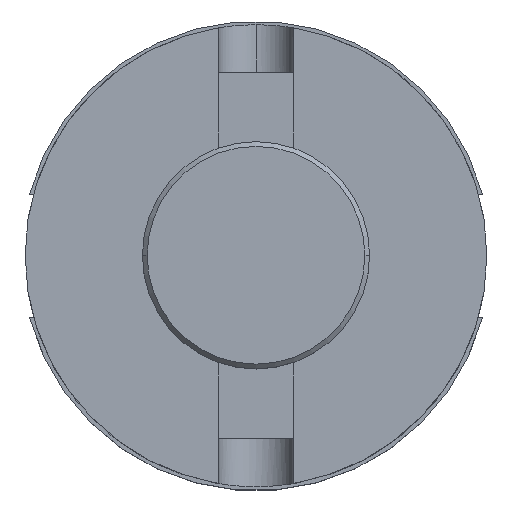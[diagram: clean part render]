
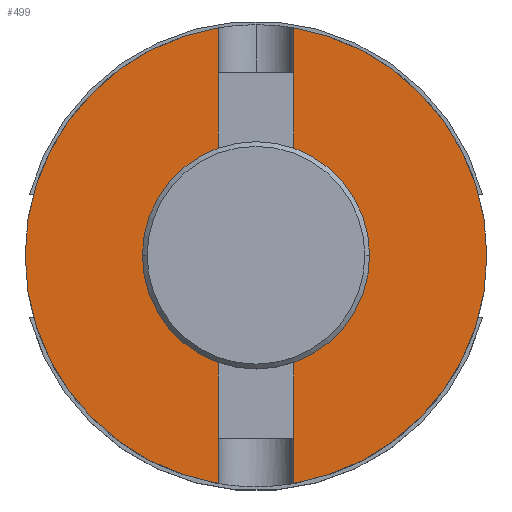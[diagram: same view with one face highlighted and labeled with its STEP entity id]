
A CAD part, top view. The second image highlights one B-rep face of the part: STEP entity #499.
In plain terms, the highlighted planar face has unit normal (0, 0, 1).
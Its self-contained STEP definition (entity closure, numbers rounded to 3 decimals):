
#21 = VERTEX_POINT ( 'NONE', #1644 ) ;
#48 = VERTEX_POINT ( 'NONE', #829 ) ;
#51 = VECTOR ( 'NONE', #899, 1000. ) ;
#55 = CARTESIAN_POINT ( 'NONE',  ( 0., 0., 60.96 ) ) ;
#71 = CARTESIAN_POINT ( 'NONE',  ( -19.05, 0., 60.96 ) ) ;
#86 = LINE ( 'NONE', #980, #1065 ) ;
#99 = ORIENTED_EDGE ( 'NONE', *, *, #1325, .T. ) ;
#103 = EDGE_CURVE ( 'NONE', #2601, #1941, #1326, .T. ) ;
#129 = DIRECTION ( 'NONE',  ( 0., 0., 1. ) ) ;
#132 = EDGE_CURVE ( 'NONE', #48, #674, #1260, .T. ) ;
#151 = CARTESIAN_POINT ( 'NONE',  ( -7.937, -22.5, 60.96 ) ) ;
#161 = CARTESIAN_POINT ( 'NONE',  ( 7.938, 48.387, 60.96 ) ) ;
#204 = DIRECTION ( 'NONE',  ( 0., 0., 1. ) ) ;
#221 = VECTOR ( 'NONE', #2029, 1000. ) ;
#229 = ORIENTED_EDGE ( 'NONE', *, *, #2070, .F. ) ;
#233 = VERTEX_POINT ( 'NONE', #1553 ) ;
#242 = FACE_OUTER_BOUND ( 'NONE', #259, .T. ) ;
#259 = EDGE_LOOP ( 'NONE', ( #2354, #681, #99, #1718, #495, #445, #529, #2072, #2482, #2350, #1593, #229 ) ) ;
#276 = DIRECTION ( 'NONE',  ( 0., 1., 0. ) ) ;
#319 = VECTOR ( 'NONE', #1992, 1000. ) ;
#345 = CARTESIAN_POINT ( 'NONE',  ( 7.938, 22.5, 60.96 ) ) ;
#366 = AXIS2_PLACEMENT_3D ( 'NONE', #1319, #129, #1524 ) ;
#389 = EDGE_CURVE ( 'NONE', #1125, #1546, #2432, .T. ) ;
#445 = ORIENTED_EDGE ( 'NONE', *, *, #1349, .F. ) ;
#478 = DIRECTION ( 'NONE',  ( 1., 0., 0. ) ) ;
#495 = ORIENTED_EDGE ( 'NONE', *, *, #1601, .F. ) ;
#499 = ADVANCED_FACE ( 'NONE', ( #242, #2326 ), #2084, .T. ) ;
#528 = AXIS2_PLACEMENT_3D ( 'NONE', #928, #2362, #1127 ) ;
#529 = ORIENTED_EDGE ( 'NONE', *, *, #2366, .T. ) ;
#557 = CIRCLE ( 'NONE', #2597, 48.387 ) ;
#572 = EDGE_CURVE ( 'NONE', #665, #21, #2250, .T. ) ;
#585 = DIRECTION ( 'NONE',  ( 0., 0., 1. ) ) ;
#659 = EDGE_CURVE ( 'NONE', #1546, #1125, #2537, .T. ) ;
#665 = VERTEX_POINT ( 'NONE', #151 ) ;
#666 = CARTESIAN_POINT ( 'NONE',  ( -7.937, -49.212, 60.96 ) ) ;
#674 = VERTEX_POINT ( 'NONE', #345 ) ;
#681 = ORIENTED_EDGE ( 'NONE', *, *, #1522, .T. ) ;
#707 = VERTEX_POINT ( 'NONE', #1143 ) ;
#751 = EDGE_LOOP ( 'NONE', ( #1153, #1579 ) ) ;
#781 = DIRECTION ( 'NONE',  ( 0., -1., 0. ) ) ;
#785 = LINE ( 'NONE', #2563, #1330 ) ;
#829 = CARTESIAN_POINT ( 'NONE',  ( 7.937, 47.732, 60.96 ) ) ;
#864 = CARTESIAN_POINT ( 'NONE',  ( 0., 48.387, 60.96 ) ) ;
#899 = DIRECTION ( 'NONE',  ( 1., 0., 0. ) ) ;
#900 = LINE ( 'NONE', #1683, #1930 ) ;
#928 = CARTESIAN_POINT ( 'NONE',  ( 0., 0., 60.96 ) ) ;
#958 = AXIS2_PLACEMENT_3D ( 'NONE', #1802, #585, #2008 ) ;
#980 = CARTESIAN_POINT ( 'NONE',  ( -7.937, 49.212, 60.96 ) ) ;
#1004 = CARTESIAN_POINT ( 'NONE',  ( -7.937, 48.387, 60.96 ) ) ;
#1049 = CARTESIAN_POINT ( 'NONE',  ( 0., 0., 60.96 ) ) ;
#1065 = VECTOR ( 'NONE', #781, 1000. ) ;
#1115 = CARTESIAN_POINT ( 'NONE',  ( 48.387, 0., 60.96 ) ) ;
#1125 = VERTEX_POINT ( 'NONE', #1929 ) ;
#1127 = DIRECTION ( 'NONE',  ( 1., 0., 0. ) ) ;
#1139 = DIRECTION ( 'NONE',  ( 0., 1., 0. ) ) ;
#1143 = CARTESIAN_POINT ( 'NONE',  ( 7.938, -47.732, 60.96 ) ) ;
#1153 = ORIENTED_EDGE ( 'NONE', *, *, #389, .F. ) ;
#1154 = DIRECTION ( 'NONE',  ( 0., -1., 0. ) ) ;
#1196 = VERTEX_POINT ( 'NONE', #1115 ) ;
#1260 = LINE ( 'NONE', #2415, #1939 ) ;
#1265 = DIRECTION ( 'NONE',  ( 1., 0., 0. ) ) ;
#1276 = EDGE_CURVE ( 'NONE', #707, #1803, #785, .T. ) ;
#1317 = AXIS2_PLACEMENT_3D ( 'NONE', #1408, #204, #1606 ) ;
#1319 = CARTESIAN_POINT ( 'NONE',  ( 0., 0., 60.96 ) ) ;
#1325 = EDGE_CURVE ( 'NONE', #1196, #48, #1808, .T. ) ;
#1326 = CIRCLE ( 'NONE', #366, 48.387 ) ;
#1330 = VECTOR ( 'NONE', #1139, 1000. ) ;
#1342 = CARTESIAN_POINT ( 'NONE',  ( -7.937, -47.732, 60.96 ) ) ;
#1349 = EDGE_CURVE ( 'NONE', #233, #2082, #86, .T. ) ;
#1408 = CARTESIAN_POINT ( 'NONE',  ( 0., 0., 60.96 ) ) ;
#1439 = EDGE_CURVE ( 'NONE', #2317, #665, #1820, .T. ) ;
#1440 = VECTOR ( 'NONE', #276, 1000. ) ;
#1522 = EDGE_CURVE ( 'NONE', #707, #1196, #557, .T. ) ;
#1524 = DIRECTION ( 'NONE',  ( 1., 0., 0. ) ) ;
#1546 = VERTEX_POINT ( 'NONE', #71 ) ;
#1553 = CARTESIAN_POINT ( 'NONE',  ( -7.937, 47.732, 60.96 ) ) ;
#1573 = EDGE_CURVE ( 'NONE', #1941, #2317, #2523, .T. ) ;
#1579 = ORIENTED_EDGE ( 'NONE', *, *, #659, .F. ) ;
#1592 = CARTESIAN_POINT ( 'NONE',  ( -7.937, -38.375, 60.96 ) ) ;
#1593 = ORIENTED_EDGE ( 'NONE', *, *, #572, .T. ) ;
#1601 = EDGE_CURVE ( 'NONE', #2082, #674, #900, .T. ) ;
#1606 = DIRECTION ( 'NONE',  ( 1., 0., 0. ) ) ;
#1644 = CARTESIAN_POINT ( 'NONE',  ( 7.938, -22.5, 60.96 ) ) ;
#1683 = CARTESIAN_POINT ( 'NONE',  ( -7.937, 22.5, 60.96 ) ) ;
#1702 = AXIS2_PLACEMENT_3D ( 'NONE', #55, #1882, #2429 ) ;
#1718 = ORIENTED_EDGE ( 'NONE', *, *, #132, .T. ) ;
#1802 = CARTESIAN_POINT ( 'NONE',  ( 0., 0., 60.96 ) ) ;
#1803 = VERTEX_POINT ( 'NONE', #2112 ) ;
#1808 = CIRCLE ( 'NONE', #958, 48.387 ) ;
#1820 = LINE ( 'NONE', #1004, #221 ) ;
#1882 = DIRECTION ( 'NONE',  ( 0., 0., 1. ) ) ;
#1901 = CARTESIAN_POINT ( 'NONE',  ( -48.387, 0., 60.96 ) ) ;
#1926 = CARTESIAN_POINT ( 'NONE',  ( -7.937, -22.5, 60.96 ) ) ;
#1928 = LINE ( 'NONE', #161, #319 ) ;
#1929 = CARTESIAN_POINT ( 'NONE',  ( 19.05, 0., 60.96 ) ) ;
#1930 = VECTOR ( 'NONE', #478, 1000. ) ;
#1939 = VECTOR ( 'NONE', #1154, 1000. ) ;
#1941 = VERTEX_POINT ( 'NONE', #1342 ) ;
#1992 = DIRECTION ( 'NONE',  ( 0., 1., 0. ) ) ;
#2008 = DIRECTION ( 'NONE',  ( 1., 0., 0. ) ) ;
#2029 = DIRECTION ( 'NONE',  ( 0., 1., 0. ) ) ;
#2070 = EDGE_CURVE ( 'NONE', #1803, #21, #1928, .T. ) ;
#2072 = ORIENTED_EDGE ( 'NONE', *, *, #103, .T. ) ;
#2082 = VERTEX_POINT ( 'NONE', #2588 ) ;
#2084 = PLANE ( 'NONE',  #2348 ) ;
#2112 = CARTESIAN_POINT ( 'NONE',  ( 7.938, -38.375, 60.96 ) ) ;
#2250 = LINE ( 'NONE', #1926, #51 ) ;
#2282 = DIRECTION ( 'NONE',  ( 0., 0., 1. ) ) ;
#2317 = VERTEX_POINT ( 'NONE', #1592 ) ;
#2326 = FACE_BOUND ( 'NONE', #751, .T. ) ;
#2348 = AXIS2_PLACEMENT_3D ( 'NONE', #864, #2282, #2458 ) ;
#2350 = ORIENTED_EDGE ( 'NONE', *, *, #1439, .T. ) ;
#2354 = ORIENTED_EDGE ( 'NONE', *, *, #1276, .F. ) ;
#2362 = DIRECTION ( 'NONE',  ( 0., 0., 1. ) ) ;
#2366 = EDGE_CURVE ( 'NONE', #233, #2601, #2485, .T. ) ;
#2415 = CARTESIAN_POINT ( 'NONE',  ( 7.938, 49.212, 60.96 ) ) ;
#2429 = DIRECTION ( 'NONE',  ( 1., 0., 0. ) ) ;
#2432 = CIRCLE ( 'NONE', #1702, 19.05 ) ;
#2458 = DIRECTION ( 'NONE',  ( 1., 0., 0. ) ) ;
#2482 = ORIENTED_EDGE ( 'NONE', *, *, #1573, .T. ) ;
#2485 = CIRCLE ( 'NONE', #1317, 48.387 ) ;
#2486 = DIRECTION ( 'NONE',  ( 0., 0., 1. ) ) ;
#2523 = LINE ( 'NONE', #666, #1440 ) ;
#2537 = CIRCLE ( 'NONE', #528, 19.05 ) ;
#2563 = CARTESIAN_POINT ( 'NONE',  ( 7.938, -49.212, 60.96 ) ) ;
#2588 = CARTESIAN_POINT ( 'NONE',  ( -7.937, 22.5, 60.96 ) ) ;
#2597 = AXIS2_PLACEMENT_3D ( 'NONE', #1049, #2486, #1265 ) ;
#2601 = VERTEX_POINT ( 'NONE', #1901 ) ;
